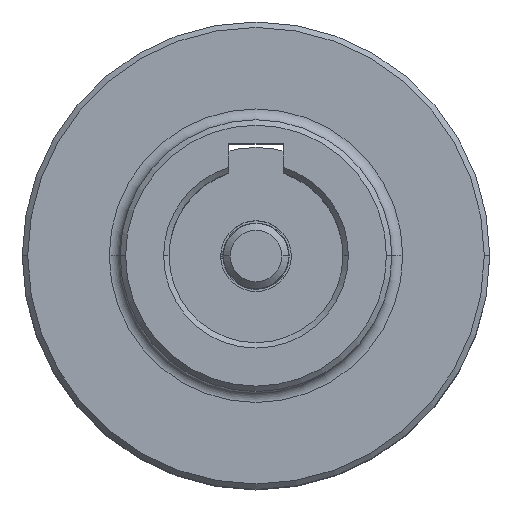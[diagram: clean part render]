
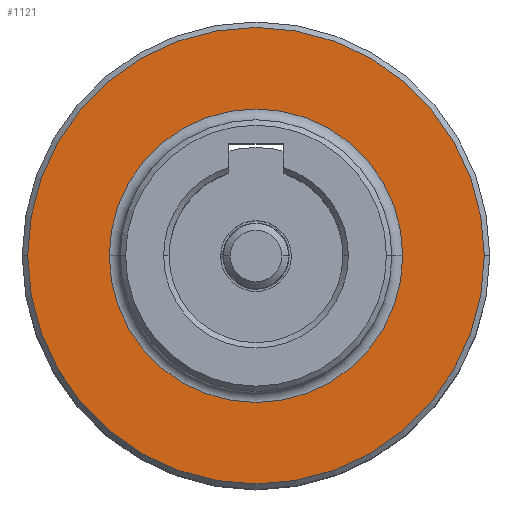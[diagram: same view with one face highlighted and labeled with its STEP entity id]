
A CAD part, top view. The second image highlights one B-rep face of the part: STEP entity #1121.
In plain terms, the highlighted planar face has unit normal (0, 0, 1).
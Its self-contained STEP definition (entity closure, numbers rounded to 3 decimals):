
#98 = CIRCLE ( 'NONE', #5502, 21. ) ;
#290 = CARTESIAN_POINT ( 'NONE',  ( 0., 0., -3. ) ) ;
#324 = PLANE ( 'NONE',  #5538 ) ;
#475 = CARTESIAN_POINT ( 'NONE',  ( -21., 0., -3. ) ) ;
#901 = DIRECTION ( 'NONE',  ( 0., 0., 1. ) ) ;
#925 = CIRCLE ( 'NONE', #3360, 13.5 ) ;
#937 = EDGE_LOOP ( 'NONE', ( #1908, #5468 ) ) ;
#1121 = ADVANCED_FACE ( 'NONE', ( #4991, #4332 ), #324, .T. ) ;
#1192 = VERTEX_POINT ( 'NONE', #475 ) ;
#1283 = CARTESIAN_POINT ( 'NONE',  ( 0., 0., -3. ) ) ;
#1549 = CARTESIAN_POINT ( 'NONE',  ( 13.5, 0., -3. ) ) ;
#1578 = AXIS2_PLACEMENT_3D ( 'NONE', #1283, #4324, #1750 ) ;
#1750 = DIRECTION ( 'NONE',  ( 1., 0., 0. ) ) ;
#1908 = ORIENTED_EDGE ( 'NONE', *, *, #3953, .T. ) ;
#2328 = CIRCLE ( 'NONE', #2460, 21. ) ;
#2385 = CARTESIAN_POINT ( 'NONE',  ( -13.5, 0., -3. ) ) ;
#2460 = AXIS2_PLACEMENT_3D ( 'NONE', #2527, #5377, #2975 ) ;
#2527 = CARTESIAN_POINT ( 'NONE',  ( 0., 0., -3. ) ) ;
#2556 = DIRECTION ( 'NONE',  ( 0., 0., -1. ) ) ;
#2621 = ORIENTED_EDGE ( 'NONE', *, *, #3047, .T. ) ;
#2975 = DIRECTION ( 'NONE',  ( 1., 0., 0. ) ) ;
#3047 = EDGE_CURVE ( 'NONE', #5135, #3860, #4498, .T. ) ;
#3229 = EDGE_CURVE ( 'NONE', #4684, #1192, #98, .T. ) ;
#3360 = AXIS2_PLACEMENT_3D ( 'NONE', #4989, #2556, #5410 ) ;
#3642 = CARTESIAN_POINT ( 'NONE',  ( 0., 0., -3. ) ) ;
#3860 = VERTEX_POINT ( 'NONE', #1549 ) ;
#3873 = ORIENTED_EDGE ( 'NONE', *, *, #4041, .T. ) ;
#3953 = EDGE_CURVE ( 'NONE', #1192, #4684, #2328, .T. ) ;
#4028 = DIRECTION ( 'NONE',  ( 1., 0., 0. ) ) ;
#4041 = EDGE_CURVE ( 'NONE', #3860, #5135, #925, .T. ) ;
#4324 = DIRECTION ( 'NONE',  ( 0., 0., -1. ) ) ;
#4332 = FACE_OUTER_BOUND ( 'NONE', #937, .T. ) ;
#4498 = CIRCLE ( 'NONE', #1578, 13.5 ) ;
#4684 = VERTEX_POINT ( 'NONE', #5353 ) ;
#4989 = CARTESIAN_POINT ( 'NONE',  ( 0., 0., -3. ) ) ;
#4991 = FACE_BOUND ( 'NONE', #5496, .T. ) ;
#5135 = VERTEX_POINT ( 'NONE', #2385 ) ;
#5243 = DIRECTION ( 'NONE',  ( 0., 0., 1. ) ) ;
#5266 = DIRECTION ( 'NONE',  ( 1., 0., 0. ) ) ;
#5353 = CARTESIAN_POINT ( 'NONE',  ( 21., 0., -3. ) ) ;
#5377 = DIRECTION ( 'NONE',  ( 0., 0., 1. ) ) ;
#5410 = DIRECTION ( 'NONE',  ( 1., 0., 0. ) ) ;
#5468 = ORIENTED_EDGE ( 'NONE', *, *, #3229, .T. ) ;
#5496 = EDGE_LOOP ( 'NONE', ( #3873, #2621 ) ) ;
#5502 = AXIS2_PLACEMENT_3D ( 'NONE', #3642, #901, #4028 ) ;
#5538 = AXIS2_PLACEMENT_3D ( 'NONE', #290, #5243, #5266 ) ;
